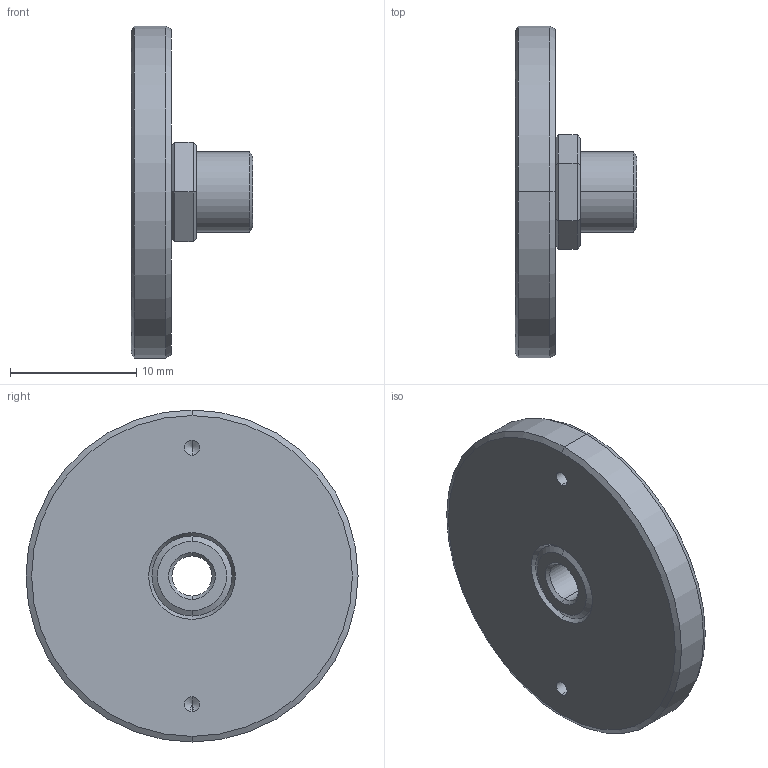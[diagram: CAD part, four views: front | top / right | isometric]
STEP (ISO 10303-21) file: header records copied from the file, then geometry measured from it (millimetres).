
FILE_DESCRIPTION (( 'STEP AP214' ), '1' );
FILE_NAME ('0257-E0W.STEP', '2024-07-10T14:03:13', ( '' ), ( '' ), 'SwSTEP 2.0', 'SolidWorks 2022', '' );
FILE_SCHEMA (( 'AUTOMOTIVE_DESIGN' ));
Length unit declared in the file: inch
Products named in the file (1): 0257-E0W
Bounding box: 9.65 x 26.29 x 26.29 mm (x, y, z)
Volume: 1874.2 mm3; surface area: 1786 mm2
Topology: 3 solids, 3 shells, 70 faces, 152 edges, 84 vertices
Faces by surface type: cone 28, plane 24, cylinder 18
Entity records: 2800 total; most frequent: DIRECTION 342, CARTESIAN_POINT 299, ORIENTED_EDGE 288, EDGE_CURVE 144, AXIS2_PLACEMENT_3D 127, LINE 88, VECTOR 88, VERTEX_POINT 84
